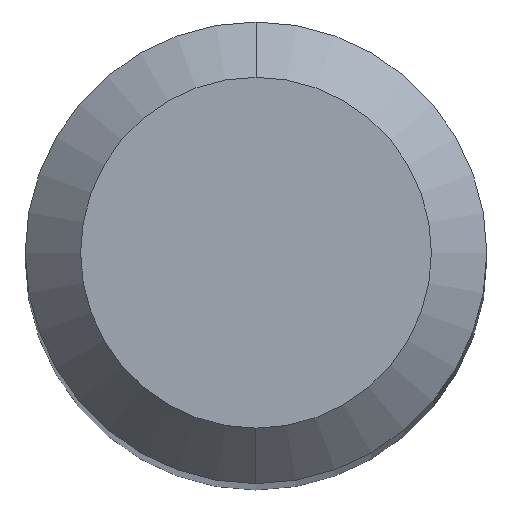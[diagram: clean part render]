
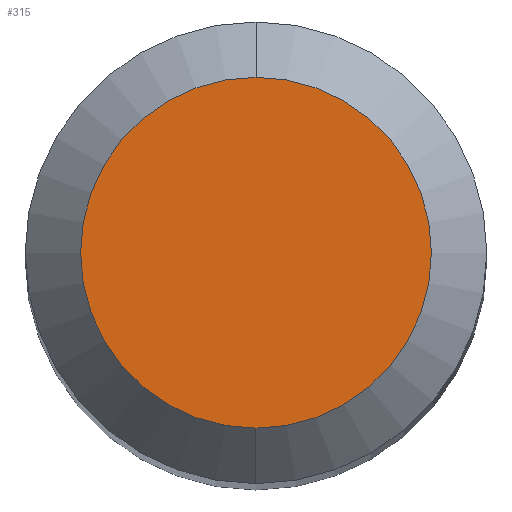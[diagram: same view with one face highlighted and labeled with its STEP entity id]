
A CAD part, top view. The second image highlights one B-rep face of the part: STEP entity #315.
In plain terms, the highlighted planar face has unit normal (0, 0, 1).
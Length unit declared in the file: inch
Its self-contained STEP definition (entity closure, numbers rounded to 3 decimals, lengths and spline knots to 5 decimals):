
#47 = CIRCLE ( 'NONE', #94, 0.0475 ) ;
#51 = CARTESIAN_POINT ( 'NONE',  ( 0., 0., 0. ) ) ;
#91 = CARTESIAN_POINT ( 'NONE',  ( 0., -0.0475, 0. ) ) ;
#94 = AXIS2_PLACEMENT_3D ( 'NONE', #51, #249, #288 ) ;
#104 = ORIENTED_EDGE ( 'NONE', *, *, #133, .T. ) ;
#133 = EDGE_CURVE ( 'NONE', #187, #139, #327, .T. ) ;
#139 = VERTEX_POINT ( 'NONE', #221 ) ;
#185 = FACE_OUTER_BOUND ( 'NONE', #514, .T. ) ;
#187 = VERTEX_POINT ( 'NONE', #91 ) ;
#210 = ORIENTED_EDGE ( 'NONE', *, *, #457, .T. ) ;
#221 = CARTESIAN_POINT ( 'NONE',  ( 0., 0.0475, 0. ) ) ;
#229 = AXIS2_PLACEMENT_3D ( 'NONE', #343, #346, #456 ) ;
#249 = DIRECTION ( 'NONE',  ( 0., 0., 1. ) ) ;
#277 = DIRECTION ( 'NONE',  ( 0., 1., 0. ) ) ;
#288 = DIRECTION ( 'NONE',  ( 0., -1., 0. ) ) ;
#314 = CARTESIAN_POINT ( 'NONE',  ( 0., 0.0475, 0. ) ) ;
#315 = ADVANCED_FACE ( 'NONE', ( #185 ), #513, .F. ) ;
#327 = CIRCLE ( 'NONE', #229, 0.0475 ) ;
#343 = CARTESIAN_POINT ( 'NONE',  ( 0., 0., 0. ) ) ;
#346 = DIRECTION ( 'NONE',  ( 0., 0., 1. ) ) ;
#370 = AXIS2_PLACEMENT_3D ( 'NONE', #314, #477, #277 ) ;
#456 = DIRECTION ( 'NONE',  ( 0., -1., 0. ) ) ;
#457 = EDGE_CURVE ( 'NONE', #139, #187, #47, .T. ) ;
#477 = DIRECTION ( 'NONE',  ( 0., 0., -1. ) ) ;
#513 = PLANE ( 'NONE',  #370 ) ;
#514 = EDGE_LOOP ( 'NONE', ( #210, #104 ) ) ;
